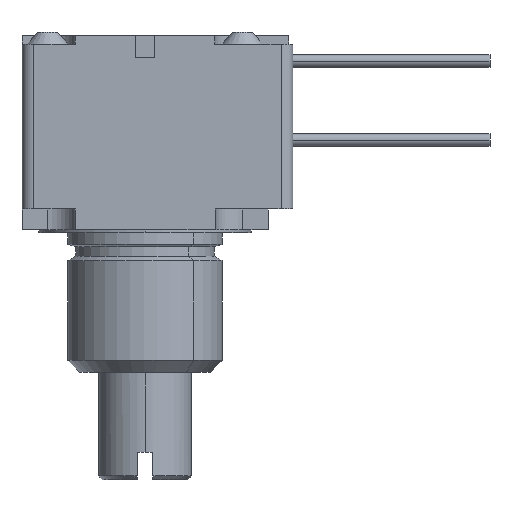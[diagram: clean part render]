
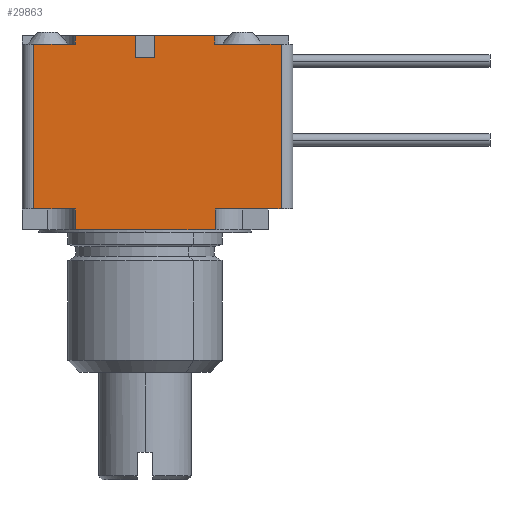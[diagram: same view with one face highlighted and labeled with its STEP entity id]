
A CAD part, left-side view. The second image highlights one B-rep face of the part: STEP entity #29863.
In plain terms, the highlighted planar face has unit normal (-1, 0, 0).
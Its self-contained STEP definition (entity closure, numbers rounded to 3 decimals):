
#4 = VECTOR ( 'NONE', #16273, 1000. ) ;
#191 = DIRECTION ( 'NONE',  ( 0., 1., 0. ) ) ;
#193 = LINE ( 'NONE', #2324, #15609 ) ;
#646 = CARTESIAN_POINT ( 'NONE',  ( -7.938, 4.496, 12.141 ) ) ;
#1352 = CARTESIAN_POINT ( 'NONE',  ( -7.938, -4.496, 12.7 ) ) ;
#1371 = EDGE_CURVE ( 'NONE', #14368, #2671, #30021, .T. ) ;
#1879 = ORIENTED_EDGE ( 'NONE', *, *, #20281, .T. ) ;
#2003 = CARTESIAN_POINT ( 'NONE',  ( -7.938, 4.496, 1.524 ) ) ;
#2324 = CARTESIAN_POINT ( 'NONE',  ( -7.938, -4.496, 12.7 ) ) ;
#2503 = ORIENTED_EDGE ( 'NONE', *, *, #19044, .F. ) ;
#2546 = CARTESIAN_POINT ( 'NONE',  ( -7.938, -4.521, 1.524 ) ) ;
#2671 = VERTEX_POINT ( 'NONE', #9052 ) ;
#2782 = ORIENTED_EDGE ( 'NONE', *, *, #7065, .T. ) ;
#2798 = LINE ( 'NONE', #13017, #29606 ) ;
#2910 = VECTOR ( 'NONE', #11935, 1000. ) ;
#2997 = EDGE_CURVE ( 'NONE', #15066, #6093, #7020, .T. ) ;
#3081 = CARTESIAN_POINT ( 'NONE',  ( -7.938, 7.925, 0. ) ) ;
#3092 = LINE ( 'NONE', #11581, #23981 ) ;
#3298 = VECTOR ( 'NONE', #11375, 1000. ) ;
#3397 = DIRECTION ( 'NONE',  ( 0., 1., 0. ) ) ;
#4023 = EDGE_CURVE ( 'NONE', #9772, #10350, #16144, .T. ) ;
#4349 = LINE ( 'NONE', #28419, #14216 ) ;
#4605 = DIRECTION ( 'NONE',  ( 0., 0., 1. ) ) ;
#4894 = CARTESIAN_POINT ( 'NONE',  ( -7.938, -0.635, 11.278 ) ) ;
#5252 = VECTOR ( 'NONE', #22750, 1000. ) ;
#5543 = ORIENTED_EDGE ( 'NONE', *, *, #4023, .T. ) ;
#5931 = ORIENTED_EDGE ( 'NONE', *, *, #2997, .T. ) ;
#5962 = ORIENTED_EDGE ( 'NONE', *, *, #27326, .F. ) ;
#6093 = VERTEX_POINT ( 'NONE', #15744 ) ;
#6544 = AXIS2_PLACEMENT_3D ( 'NONE', #3081, #29007, #10355 ) ;
#6823 = VECTOR ( 'NONE', #191, 1000. ) ;
#6862 = CARTESIAN_POINT ( 'NONE',  ( -7.938, 0.635, 12.7 ) ) ;
#7020 = LINE ( 'NONE', #17151, #7800 ) ;
#7065 = EDGE_CURVE ( 'NONE', #6093, #11893, #18376, .T. ) ;
#7209 = VERTEX_POINT ( 'NONE', #14811 ) ;
#7276 = ORIENTED_EDGE ( 'NONE', *, *, #28721, .F. ) ;
#7300 = CARTESIAN_POINT ( 'NONE',  ( -7.938, 0.635, 11.278 ) ) ;
#7318 = ORIENTED_EDGE ( 'NONE', *, *, #20869, .F. ) ;
#7466 = PLANE ( 'NONE',  #6544 ) ;
#7800 = VECTOR ( 'NONE', #24900, 1000. ) ;
#9052 = CARTESIAN_POINT ( 'NONE',  ( -7.938, 7.163, 12.141 ) ) ;
#9549 = ORIENTED_EDGE ( 'NONE', *, *, #26774, .T. ) ;
#9579 = VERTEX_POINT ( 'NONE', #29042 ) ;
#9769 = ORIENTED_EDGE ( 'NONE', *, *, #26260, .T. ) ;
#9772 = VERTEX_POINT ( 'NONE', #13467 ) ;
#10350 = VERTEX_POINT ( 'NONE', #13817 ) ;
#10355 = DIRECTION ( 'NONE',  ( 0., 0., 1. ) ) ;
#10583 = VECTOR ( 'NONE', #3397, 1000. ) ;
#10585 = CARTESIAN_POINT ( 'NONE',  ( -7.938, -8.763, 1.524 ) ) ;
#10802 = VERTEX_POINT ( 'NONE', #13391 ) ;
#11375 = DIRECTION ( 'NONE',  ( 0., 1., 0. ) ) ;
#11581 = CARTESIAN_POINT ( 'NONE',  ( -7.938, 4.496, 12.141 ) ) ;
#11597 = DIRECTION ( 'NONE',  ( 0., 0., 1. ) ) ;
#11893 = VERTEX_POINT ( 'NONE', #27523 ) ;
#11935 = DIRECTION ( 'NONE',  ( 0., 1., 0. ) ) ;
#12065 = LINE ( 'NONE', #25296, #22271 ) ;
#12307 = DIRECTION ( 'NONE',  ( 0., 1., 0. ) ) ;
#12849 = VERTEX_POINT ( 'NONE', #18504 ) ;
#13017 = CARTESIAN_POINT ( 'NONE',  ( -7.938, -4.521, 1.524 ) ) ;
#13391 = CARTESIAN_POINT ( 'NONE',  ( -7.938, 4.496, 0.178 ) ) ;
#13402 = LINE ( 'NONE', #2003, #14115 ) ;
#13467 = CARTESIAN_POINT ( 'NONE',  ( -7.938, -8.763, 12.141 ) ) ;
#13574 = CARTESIAN_POINT ( 'NONE',  ( -7.938, -0.635, 12.7 ) ) ;
#13817 = CARTESIAN_POINT ( 'NONE',  ( -7.938, -4.496, 12.141 ) ) ;
#13967 = ORIENTED_EDGE ( 'NONE', *, *, #28266, .F. ) ;
#14115 = VECTOR ( 'NONE', #16166, 1000. ) ;
#14216 = VECTOR ( 'NONE', #28217, 1000. ) ;
#14368 = VERTEX_POINT ( 'NONE', #646 ) ;
#14811 = CARTESIAN_POINT ( 'NONE',  ( -7.938, 7.163, 1.524 ) ) ;
#15066 = VERTEX_POINT ( 'NONE', #4894 ) ;
#15247 = ORIENTED_EDGE ( 'NONE', *, *, #16314, .T. ) ;
#15609 = VECTOR ( 'NONE', #30203, 1000. ) ;
#15744 = CARTESIAN_POINT ( 'NONE',  ( -7.938, 0.635, 11.278 ) ) ;
#16144 = LINE ( 'NONE', #25396, #3298 ) ;
#16166 = DIRECTION ( 'NONE',  ( 0., 0., -1. ) ) ;
#16168 = CARTESIAN_POINT ( 'NONE',  ( -7.938, 4.496, 12.7 ) ) ;
#16273 = DIRECTION ( 'NONE',  ( 0., 0., 1. ) ) ;
#16314 = EDGE_CURVE ( 'NONE', #2671, #7209, #19764, .T. ) ;
#17085 = EDGE_CURVE ( 'NONE', #10350, #18015, #12065, .T. ) ;
#17121 = ORIENTED_EDGE ( 'NONE', *, *, #1371, .T. ) ;
#17151 = CARTESIAN_POINT ( 'NONE',  ( -7.938, -0.635, 11.278 ) ) ;
#17205 = VECTOR ( 'NONE', #11597, 1000. ) ;
#17233 = CARTESIAN_POINT ( 'NONE',  ( -7.938, 7.163, 12.141 ) ) ;
#17383 = CARTESIAN_POINT ( 'NONE',  ( -7.938, 4.496, 12.141 ) ) ;
#17625 = ORIENTED_EDGE ( 'NONE', *, *, #24757, .T. ) ;
#18015 = VERTEX_POINT ( 'NONE', #1352 ) ;
#18058 = VERTEX_POINT ( 'NONE', #13574 ) ;
#18129 = DIRECTION ( 'NONE',  ( 0., 0., -1. ) ) ;
#18376 = LINE ( 'NONE', #7300, #4 ) ;
#18504 = CARTESIAN_POINT ( 'NONE',  ( -7.938, 4.496, 1.524 ) ) ;
#18940 = LINE ( 'NONE', #27990, #6823 ) ;
#19044 = EDGE_CURVE ( 'NONE', #26834, #20165, #2798, .T. ) ;
#19542 = ORIENTED_EDGE ( 'NONE', *, *, #22594, .F. ) ;
#19764 = LINE ( 'NONE', #17233, #27105 ) ;
#19790 = VECTOR ( 'NONE', #12307, 1000. ) ;
#20165 = VERTEX_POINT ( 'NONE', #26815 ) ;
#20281 = EDGE_CURVE ( 'NONE', #12849, #10802, #13402, .T. ) ;
#20869 = EDGE_CURVE ( 'NONE', #9579, #26834, #26897, .T. ) ;
#21478 = CARTESIAN_POINT ( 'NONE',  ( -7.938, 4.496, 1.524 ) ) ;
#22271 = VECTOR ( 'NONE', #30131, 1000. ) ;
#22367 = FACE_OUTER_BOUND ( 'NONE', #26915, .T. ) ;
#22594 = EDGE_CURVE ( 'NONE', #12849, #7209, #26396, .T. ) ;
#22750 = DIRECTION ( 'NONE',  ( 0., 1., 0. ) ) ;
#23072 = VERTEX_POINT ( 'NONE', #16168 ) ;
#23808 = LINE ( 'NONE', #6862, #2910 ) ;
#23981 = VECTOR ( 'NONE', #4605, 1000. ) ;
#24757 = EDGE_CURVE ( 'NONE', #18015, #18058, #193, .T. ) ;
#24900 = DIRECTION ( 'NONE',  ( 0., 1., 0. ) ) ;
#25296 = CARTESIAN_POINT ( 'NONE',  ( -7.938, -4.496, 12.141 ) ) ;
#25396 = CARTESIAN_POINT ( 'NONE',  ( -7.938, -8.763, 12.141 ) ) ;
#25702 = CARTESIAN_POINT ( 'NONE',  ( -7.938, -8.763, 1.524 ) ) ;
#25784 = ORIENTED_EDGE ( 'NONE', *, *, #17085, .T. ) ;
#26260 = EDGE_CURVE ( 'NONE', #11893, #23072, #23808, .T. ) ;
#26396 = LINE ( 'NONE', #21478, #19790 ) ;
#26774 = EDGE_CURVE ( 'NONE', #9579, #9772, #28916, .T. ) ;
#26815 = CARTESIAN_POINT ( 'NONE',  ( -7.938, -4.521, 0.178 ) ) ;
#26834 = VERTEX_POINT ( 'NONE', #2546 ) ;
#26897 = LINE ( 'NONE', #10585, #5252 ) ;
#26915 = EDGE_LOOP ( 'NONE', ( #19542, #1879, #13967, #2503, #7318, #9549, #5543, #25784, #17625, #5962, #5931, #2782, #9769, #7276, #17121, #15247 ) ) ;
#27105 = VECTOR ( 'NONE', #28464, 1000. ) ;
#27326 = EDGE_CURVE ( 'NONE', #15066, #18058, #4349, .T. ) ;
#27523 = CARTESIAN_POINT ( 'NONE',  ( -7.938, 0.635, 12.7 ) ) ;
#27990 = CARTESIAN_POINT ( 'NONE',  ( -7.938, -4.521, 0.178 ) ) ;
#28217 = DIRECTION ( 'NONE',  ( 0., 0., 1. ) ) ;
#28266 = EDGE_CURVE ( 'NONE', #20165, #10802, #18940, .T. ) ;
#28419 = CARTESIAN_POINT ( 'NONE',  ( -7.938, -0.635, 11.278 ) ) ;
#28464 = DIRECTION ( 'NONE',  ( 0., 0., -1. ) ) ;
#28721 = EDGE_CURVE ( 'NONE', #14368, #23072, #3092, .T. ) ;
#28916 = LINE ( 'NONE', #25702, #17205 ) ;
#29007 = DIRECTION ( 'NONE',  ( -1., 0., 0. ) ) ;
#29042 = CARTESIAN_POINT ( 'NONE',  ( -7.938, -8.763, 1.524 ) ) ;
#29606 = VECTOR ( 'NONE', #18129, 1000. ) ;
#29863 = ADVANCED_FACE ( 'NONE', ( #22367 ), #7466, .T. ) ;
#30021 = LINE ( 'NONE', #17383, #10583 ) ;
#30131 = DIRECTION ( 'NONE',  ( 0., 0., 1. ) ) ;
#30203 = DIRECTION ( 'NONE',  ( 0., 1., 0. ) ) ;
